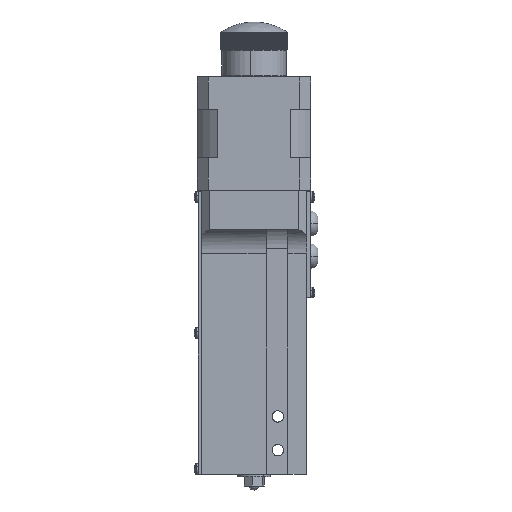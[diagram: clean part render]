
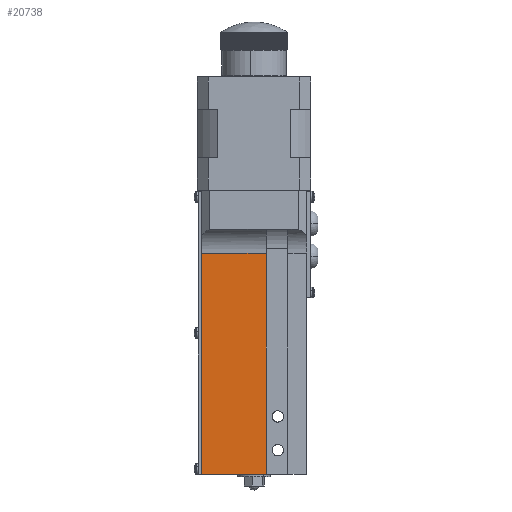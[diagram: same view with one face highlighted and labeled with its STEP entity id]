
A CAD part, left-side view. The second image highlights one B-rep face of the part: STEP entity #20738.
In plain terms, the highlighted planar face has unit normal (-1, 0, 0).
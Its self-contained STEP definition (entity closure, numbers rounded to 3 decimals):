
#2513 = EDGE_CURVE ( 'NONE', #16255, #16552, #49047, .T. ) ;
#2514 = EDGE_CURVE ( 'NONE', #16528, #16532, #49024, .T. ) ;
#2517 = EDGE_CURVE ( 'NONE', #16552, #16532, #49055, .T. ) ;
#2520 = EDGE_CURVE ( 'NONE', #16255, #16528, #49029, .T. ) ;
#6469 = CARTESIAN_POINT ( 'NONE',  ( -19.448, 17.946, -120.366 ) ) ;
#6476 = CARTESIAN_POINT ( 'NONE',  ( -19.448, 41.946, -120.366 ) ) ;
#6507 = CARTESIAN_POINT ( 'NONE',  ( -19.448, 41.946, -38.296 ) ) ;
#10559 = CARTESIAN_POINT ( 'NONE',  ( -19.448, 17.946, -38.296 ) ) ;
#12393 = VECTOR ( 'NONE', #49060, 1000. ) ;
#12399 = VECTOR ( 'NONE', #49051, 1000. ) ;
#12401 = VECTOR ( 'NONE', #49072, 1000. ) ;
#12408 = VECTOR ( 'NONE', #49054, 1000. ) ;
#16255 = VERTEX_POINT ( 'NONE', #10559 ) ;
#16528 = VERTEX_POINT ( 'NONE', #6469 ) ;
#16532 = VERTEX_POINT ( 'NONE', #6476 ) ;
#16552 = VERTEX_POINT ( 'NONE', #6507 ) ;
#20384 = EDGE_LOOP ( 'NONE', ( #31369, #31372, #31371, #31374 ) ) ;
#20738 = ADVANCED_FACE ( 'NONE', ( #49844 ), #49847, .F. ) ;
#31369 = ORIENTED_EDGE ( 'NONE', *, *, #2517, .T. ) ;
#31371 = ORIENTED_EDGE ( 'NONE', *, *, #2520, .F. ) ;
#31372 = ORIENTED_EDGE ( 'NONE', *, *, #2514, .F. ) ;
#31374 = ORIENTED_EDGE ( 'NONE', *, *, #2513, .T. ) ;
#45680 = AXIS2_PLACEMENT_3D ( 'NONE', #49889, #49892, #49894 ) ;
#49024 = LINE ( 'NONE', #49052, #12408 ) ;
#49029 = LINE ( 'NONE', #49069, #12401 ) ;
#49047 = LINE ( 'NONE', #49050, #12399 ) ;
#49050 = CARTESIAN_POINT ( 'NONE',  ( -19.448, 17.946, -38.296 ) ) ;
#49051 = DIRECTION ( 'NONE',  ( 0., 1., 0. ) ) ;
#49052 = CARTESIAN_POINT ( 'NONE',  ( -19.448, 17.946, -120.366 ) ) ;
#49054 = DIRECTION ( 'NONE',  ( 0., 1., 0. ) ) ;
#49055 = LINE ( 'NONE', #49058, #12393 ) ;
#49058 = CARTESIAN_POINT ( 'NONE',  ( -19.448, 41.946, -120.366 ) ) ;
#49060 = DIRECTION ( 'NONE',  ( 0., 0., -1. ) ) ;
#49069 = CARTESIAN_POINT ( 'NONE',  ( -19.448, 17.946, -120.366 ) ) ;
#49072 = DIRECTION ( 'NONE',  ( 0., 0., -1. ) ) ;
#49844 = FACE_OUTER_BOUND ( 'NONE', #20384, .T. ) ;
#49847 = PLANE ( 'NONE',  #45680 ) ;
#49889 = CARTESIAN_POINT ( 'NONE',  ( -19.448, 17.946, -120.366 ) ) ;
#49892 = DIRECTION ( 'NONE',  ( 1., 0., 0. ) ) ;
#49894 = DIRECTION ( 'NONE',  ( 0., 0., -1. ) ) ;
